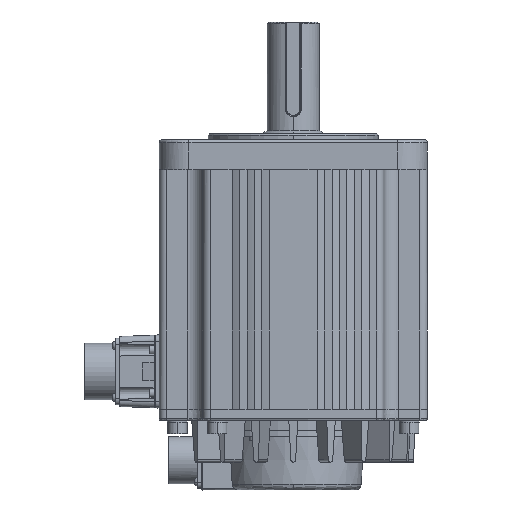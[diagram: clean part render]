
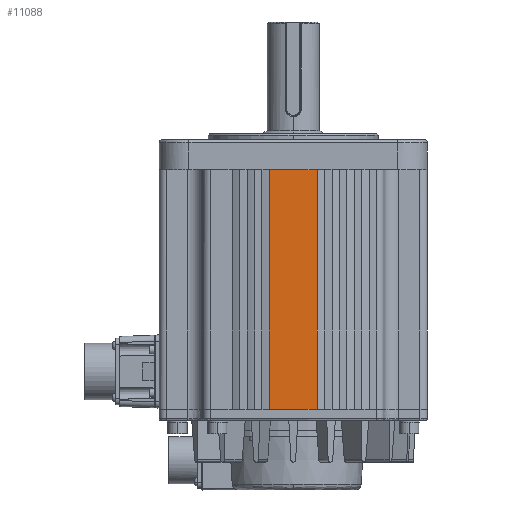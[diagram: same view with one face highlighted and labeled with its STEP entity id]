
A CAD part, left-side view. The second image highlights one B-rep face of the part: STEP entity #11088.
In plain terms, the highlighted planar face has unit normal (-1, 0, 0).
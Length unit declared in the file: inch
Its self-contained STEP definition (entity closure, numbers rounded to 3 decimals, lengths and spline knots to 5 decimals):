
#575 = DIRECTION ( 'NONE',  ( 1., 0., 0. ) ) ;
#704 = DIRECTION ( 'NONE',  ( 0., 1., 0. ) ) ;
#947 = VECTOR ( 'NONE', #704, 39.37008 ) ;
#1901 = LINE ( 'NONE', #10835, #12116 ) ;
#2341 = CARTESIAN_POINT ( 'NONE',  ( -3.54331, 0., -1.04724 ) ) ;
#2525 = DIRECTION ( 'NONE',  ( 0., 1., 0. ) ) ;
#4370 = EDGE_CURVE ( 'NONE', #21606, #7766, #1901, .T. ) ;
#4449 = CARTESIAN_POINT ( 'NONE',  ( -3.54331, -0.62992, -1.04724 ) ) ;
#4587 = DIRECTION ( 'NONE',  ( 0., 0., -1. ) ) ;
#4634 = VERTEX_POINT ( 'NONE', #10053 ) ;
#5263 = ORIENTED_EDGE ( 'NONE', *, *, #8065, .F. ) ;
#5708 = ORIENTED_EDGE ( 'NONE', *, *, #11843, .F. ) ;
#5759 = EDGE_LOOP ( 'NONE', ( #5263, #5708, #8599, #9935 ) ) ;
#6644 = FACE_OUTER_BOUND ( 'NONE', #5759, .T. ) ;
#7766 = VERTEX_POINT ( 'NONE', #13655 ) ;
#7826 = LINE ( 'NONE', #20369, #13606 ) ;
#7887 = CARTESIAN_POINT ( 'NONE',  ( -3.54331, 0., -4.2126 ) ) ;
#8065 = EDGE_CURVE ( 'NONE', #4634, #11676, #11687, .T. ) ;
#8599 = ORIENTED_EDGE ( 'NONE', *, *, #4370, .T. ) ;
#8985 = EDGE_CURVE ( 'NONE', #11676, #7766, #7826, .T. ) ;
#9291 = PLANE ( 'NONE',  #14487 ) ;
#9935 = ORIENTED_EDGE ( 'NONE', *, *, #8985, .F. ) ;
#10053 = CARTESIAN_POINT ( 'NONE',  ( -3.54331, -0.62992, -4.2126 ) ) ;
#10199 = LINE ( 'NONE', #4449, #12129 ) ;
#10835 = CARTESIAN_POINT ( 'NONE',  ( -3.54331, 0., 2.11811 ) ) ;
#11003 = CARTESIAN_POINT ( 'NONE',  ( -3.54331, 0.62992, -4.2126 ) ) ;
#11056 = DIRECTION ( 'NONE',  ( 0., 0., -1. ) ) ;
#11088 = ADVANCED_FACE ( 'NONE', ( #6644 ), #9291, .F. ) ;
#11676 = VERTEX_POINT ( 'NONE', #11003 ) ;
#11687 = LINE ( 'NONE', #7887, #947 ) ;
#11843 = EDGE_CURVE ( 'NONE', #21606, #4634, #10199, .T. ) ;
#12116 = VECTOR ( 'NONE', #2525, 39.37008 ) ;
#12129 = VECTOR ( 'NONE', #4587, 39.37008 ) ;
#13606 = VECTOR ( 'NONE', #15257, 39.37008 ) ;
#13655 = CARTESIAN_POINT ( 'NONE',  ( -3.54331, 0.62992, 2.11811 ) ) ;
#14487 = AXIS2_PLACEMENT_3D ( 'NONE', #2341, #575, #11056 ) ;
#15257 = DIRECTION ( 'NONE',  ( 0., 0., 1. ) ) ;
#20369 = CARTESIAN_POINT ( 'NONE',  ( -3.54331, 0.62992, -1.04724 ) ) ;
#20568 = CARTESIAN_POINT ( 'NONE',  ( -3.54331, -0.62992, 2.11811 ) ) ;
#21606 = VERTEX_POINT ( 'NONE', #20568 ) ;
